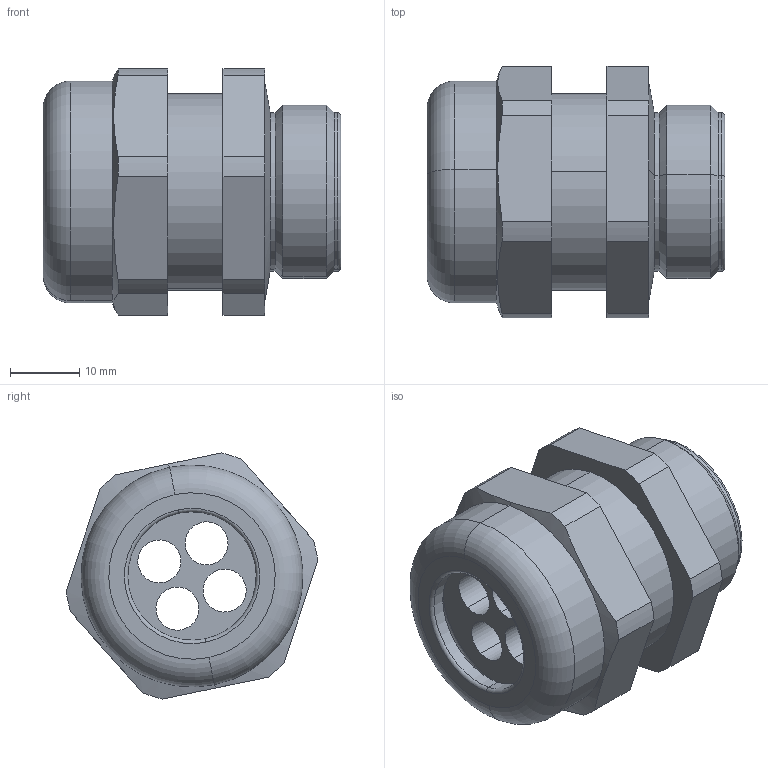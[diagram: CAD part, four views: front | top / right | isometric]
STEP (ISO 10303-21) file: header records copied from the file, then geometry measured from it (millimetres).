
FILE_DESCRIPTION (( 'STEP AP203' ), '1' );
FILE_NAME ('Z6722505.STEP', '2018-01-02T09:27:14', ( '' ), ( '' ), 'SwSTEP 2.0', 'SolidWorks 2015', '' );
FILE_SCHEMA (( 'CONFIG_CONTROL_DESIGN' ));
Length unit declared in the file: millimetre
Products named in the file (4): G8221000; G8225420; D9721701A; Z6722505
Assembly tree (3 placements, depth 2):
  Z6722505
    G8221000
    G8225420
    D9721701A
Bounding box: 42.93 x 36.23 x 35.48 mm (x, y, z)
Volume: 22630.4 mm3; surface area: 14395.8 mm2
Topology: 3 solids, 3 shells, 119 faces, 295 edges, 187 vertices
Faces by surface type: cylinder 50, plane 43, cone 16, torus 10
Entity records: 4032 total; most frequent: CARTESIAN_POINT 689, DIRECTION 658, ORIENTED_EDGE 590, EDGE_CURVE 295, AXIS2_PLACEMENT_3D 256, VERTEX_POINT 187, LINE 146, VECTOR 146
